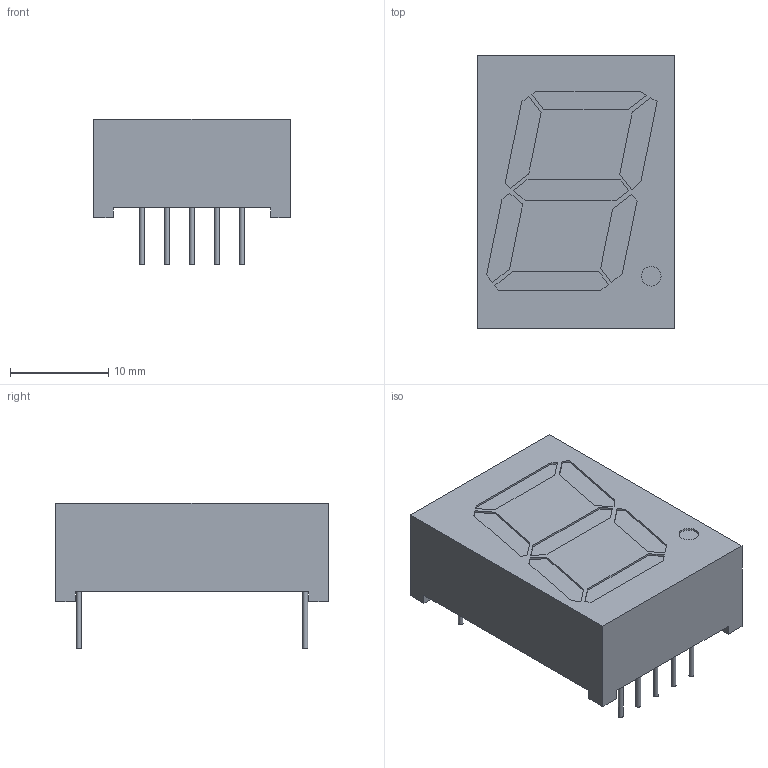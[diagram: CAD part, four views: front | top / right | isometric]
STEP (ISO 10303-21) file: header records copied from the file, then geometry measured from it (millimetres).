
FILE_DESCRIPTION(/* description */ (''),/* implementation_level */ '2;1');
FILE_NAME(/* name */ 'LED_7+1 Segment 0.8inch v2.step',/* time_stamp */ '2019-08-06T12:04:19+02:00',/* author */ (''),/* organization */ (''),/* preprocessor_version */ 'ST-DEVELOPER v18',/* originating_system */ 'Autodesk Translation Framework v8.2.0.1029',/* authorisation */ '');
FILE_SCHEMA (('AUTOMOTIVE_DESIGN { 1 0 10303 214 3 1 1 }'));
Length unit declared in the file: millimetre
Products named in the file (3): LED_7+1 Segment 0.8inch; Base; Pins
Assembly tree (2 placements, depth 2):
  LED_7+1 Segment 0.8inch
    Base
    Pins
Bounding box: 20 x 27.7 x 14.8 mm (x, y, z)
Volume: 4982.2 mm3; surface area: 2126.3 mm2
Topology: 11 solids, 11 shells, 107 faces, 231 edges, 154 vertices
Faces by surface type: plane 96, cylinder 11
Full cylindrical faces by diameter (mm): 0.5 x10, 2 x1
Entity records: 2972 total; most frequent: CARTESIAN_POINT 497, DIRECTION 477, ORIENTED_EDGE 462, EDGE_CURVE 231, LINE 209, VECTOR 209, VERTEX_POINT 154, AXIS2_PLACEMENT_3D 134
